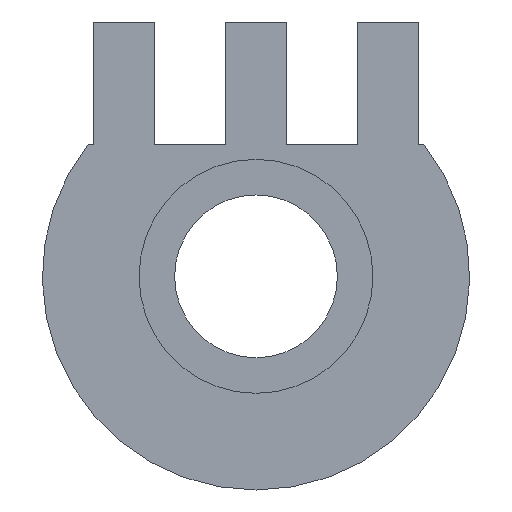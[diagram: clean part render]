
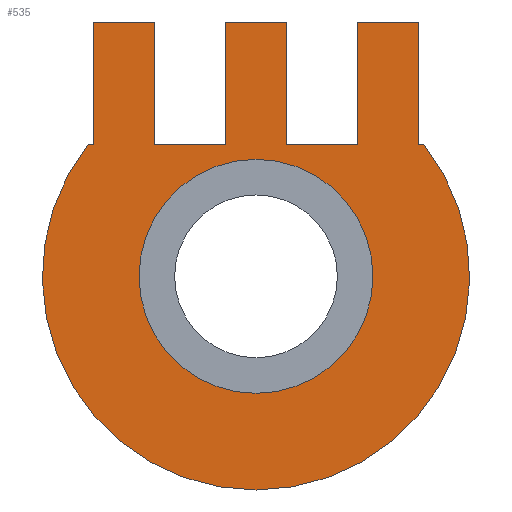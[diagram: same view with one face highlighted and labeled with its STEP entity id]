
A CAD part, front view. The second image highlights one B-rep face of the part: STEP entity #535.
In plain terms, the highlighted planar face has unit normal (0, -1, 0).
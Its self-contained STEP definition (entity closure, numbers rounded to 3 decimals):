
#15=FACE_BOUND('',#74,.T.);
#22=CIRCLE('',#580,10.5);
#24=CIRCLE('',#583,5.75);
#44=FACE_OUTER_BOUND('',#73,.T.);
#73=EDGE_LOOP('',(#390,#391,#392,#393,#394,#395,#396,#397,#398,#399,#400,
#401,#402,#403));
#74=EDGE_LOOP('',(#404));
#99=LINE('',#767,#163);
#107=LINE('',#785,#171);
#118=LINE('',#833,#182);
#119=LINE('',#835,#183);
#120=LINE('',#837,#184);
#121=LINE('',#839,#185);
#122=LINE('',#841,#186);
#123=LINE('',#843,#187);
#124=LINE('',#845,#188);
#125=LINE('',#847,#189);
#126=LINE('',#849,#190);
#127=LINE('',#850,#191);
#128=LINE('',#851,#192);
#163=VECTOR('',#617,10.);
#171=VECTOR('',#629,10.);
#182=VECTOR('',#678,10.);
#183=VECTOR('',#679,10.);
#184=VECTOR('',#680,10.);
#185=VECTOR('',#681,10.);
#186=VECTOR('',#682,10.);
#187=VECTOR('',#683,10.);
#188=VECTOR('',#684,10.);
#189=VECTOR('',#685,10.);
#190=VECTOR('',#686,10.);
#191=VECTOR('',#687,10.);
#192=VECTOR('',#688,10.);
#225=VERTEX_POINT('',#761);
#227=VERTEX_POINT('',#765);
#233=VERTEX_POINT('',#779);
#235=VERTEX_POINT('',#783);
#246=VERTEX_POINT('',#814);
#252=VERTEX_POINT('',#831);
#253=VERTEX_POINT('',#832);
#254=VERTEX_POINT('',#834);
#255=VERTEX_POINT('',#836);
#256=VERTEX_POINT('',#838);
#257=VERTEX_POINT('',#840);
#258=VERTEX_POINT('',#842);
#259=VERTEX_POINT('',#844);
#260=VERTEX_POINT('',#846);
#261=VERTEX_POINT('',#848);
#277=EDGE_CURVE('',#225,#227,#99,.T.);
#285=EDGE_CURVE('',#233,#235,#107,.T.);
#297=EDGE_CURVE('',#227,#233,#22,.T.);
#299=EDGE_CURVE('',#246,#246,#24,.T.);
#308=EDGE_CURVE('',#252,#253,#118,.T.);
#309=EDGE_CURVE('',#254,#252,#119,.T.);
#310=EDGE_CURVE('',#255,#254,#120,.T.);
#311=EDGE_CURVE('',#256,#255,#121,.T.);
#312=EDGE_CURVE('',#257,#256,#122,.T.);
#313=EDGE_CURVE('',#258,#257,#123,.T.);
#314=EDGE_CURVE('',#259,#258,#124,.T.);
#315=EDGE_CURVE('',#260,#259,#125,.T.);
#316=EDGE_CURVE('',#261,#260,#126,.T.);
#317=EDGE_CURVE('',#225,#261,#127,.T.);
#318=EDGE_CURVE('',#253,#235,#128,.T.);
#390=ORIENTED_EDGE('',*,*,#308,.F.);
#391=ORIENTED_EDGE('',*,*,#309,.F.);
#392=ORIENTED_EDGE('',*,*,#310,.F.);
#393=ORIENTED_EDGE('',*,*,#311,.F.);
#394=ORIENTED_EDGE('',*,*,#312,.F.);
#395=ORIENTED_EDGE('',*,*,#313,.F.);
#396=ORIENTED_EDGE('',*,*,#314,.F.);
#397=ORIENTED_EDGE('',*,*,#315,.F.);
#398=ORIENTED_EDGE('',*,*,#316,.F.);
#399=ORIENTED_EDGE('',*,*,#317,.F.);
#400=ORIENTED_EDGE('',*,*,#277,.T.);
#401=ORIENTED_EDGE('',*,*,#297,.T.);
#402=ORIENTED_EDGE('',*,*,#285,.T.);
#403=ORIENTED_EDGE('',*,*,#318,.F.);
#404=ORIENTED_EDGE('',*,*,#299,.T.);
#506=PLANE('',#590);
#535=ADVANCED_FACE('',(#44,#15),#506,.F.);
#580=AXIS2_PLACEMENT_3D('',#811,#653,#654);
#583=AXIS2_PLACEMENT_3D('',#815,#659,#660);
#590=AXIS2_PLACEMENT_3D('',#830,#676,#677);
#617=DIRECTION('',(-1.,0.,0.));
#629=DIRECTION('',(-1.,0.,0.));
#653=DIRECTION('center_axis',(0.,-1.,0.));
#654=DIRECTION('ref_axis',(-1.,0.,0.));
#659=DIRECTION('center_axis',(0.,1.,0.));
#660=DIRECTION('ref_axis',(-1.,0.,0.));
#676=DIRECTION('center_axis',(0.,1.,0.));
#677=DIRECTION('ref_axis',(1.,0.,0.));
#678=DIRECTION('',(1.,0.,0.));
#679=DIRECTION('',(0.,0.,1.));
#680=DIRECTION('',(1.,0.,0.));
#681=DIRECTION('',(0.,0.,-1.));
#682=DIRECTION('',(1.,0.,0.));
#683=DIRECTION('',(0.,0.,1.));
#684=DIRECTION('',(1.,0.,0.));
#685=DIRECTION('',(0.,0.,-1.));
#686=DIRECTION('',(1.,0.,0.));
#687=DIRECTION('',(0.,0.,1.));
#688=DIRECTION('',(0.,0.,-1.));
#761=CARTESIAN_POINT('',(-6.999,2.,6.5));
#765=CARTESIAN_POINT('',(-7.245,2.,6.5));
#767=CARTESIAN_POINT('',(-3.061,2.,6.5));
#779=CARTESIAN_POINT('',(9.247,2.,6.5));
#783=CARTESIAN_POINT('',(9.001,2.,6.5));
#785=CARTESIAN_POINT('',(5.062,2.,6.5));
#811=CARTESIAN_POINT('Origin',(1.001,2.,0.));
#814=CARTESIAN_POINT('',(6.751,2.,0.));
#815=CARTESIAN_POINT('Origin',(1.001,2.,0.));
#830=CARTESIAN_POINT('Origin',(1.001,2.,-1.285));
#831=CARTESIAN_POINT('',(6.001,2.,12.5));
#832=CARTESIAN_POINT('',(9.001,2.,12.5));
#833=CARTESIAN_POINT('',(4.251,2.,12.5));
#834=CARTESIAN_POINT('',(6.001,2.,6.5));
#835=CARTESIAN_POINT('',(6.001,2.,3.807));
#836=CARTESIAN_POINT('',(2.501,2.,6.5));
#837=CARTESIAN_POINT('',(2.626,2.,6.5));
#838=CARTESIAN_POINT('',(2.501,2.,12.5));
#839=CARTESIAN_POINT('',(2.501,2.,3.897));
#840=CARTESIAN_POINT('',(-0.499,2.,12.5));
#841=CARTESIAN_POINT('',(1.001,2.,12.5));
#842=CARTESIAN_POINT('',(-0.499,2.,6.5));
#843=CARTESIAN_POINT('',(-0.499,2.,3.897));
#844=CARTESIAN_POINT('',(-3.999,2.,6.5));
#845=CARTESIAN_POINT('',(-0.624,2.,6.5));
#846=CARTESIAN_POINT('',(-3.999,2.,12.5));
#847=CARTESIAN_POINT('',(-3.999,2.,3.807));
#848=CARTESIAN_POINT('',(-6.999,2.,12.5));
#849=CARTESIAN_POINT('',(-2.249,2.,12.5));
#850=CARTESIAN_POINT('',(-6.999,2.,4.107));
#851=CARTESIAN_POINT('',(9.001,2.,4.107));
